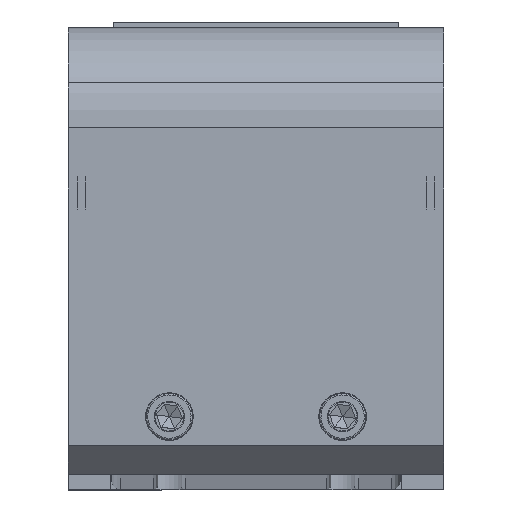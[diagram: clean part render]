
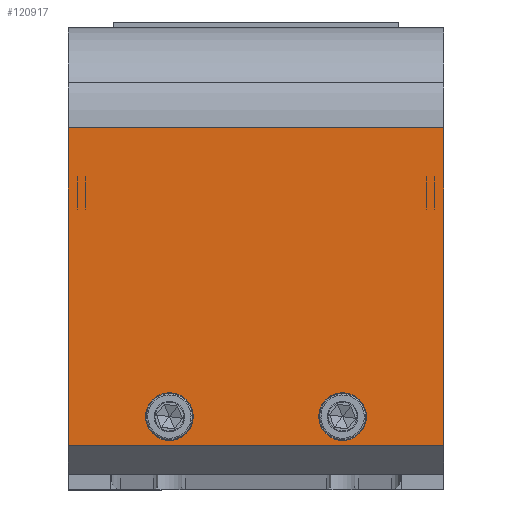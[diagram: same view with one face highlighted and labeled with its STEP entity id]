
A CAD part, top view. The second image highlights one B-rep face of the part: STEP entity #120917.
In plain terms, the highlighted planar face has unit normal (0, 0, 1).
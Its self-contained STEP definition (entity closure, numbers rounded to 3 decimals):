
#6028 = ORIENTED_EDGE ( 'NONE', *, *, #172943, .F. ) ;
#13690 = EDGE_CURVE ( 'NONE', #82701, #259933, #24518, .T. ) ;
#20482 = ORIENTED_EDGE ( 'NONE', *, *, #80012, .F. ) ;
#22659 = DIRECTION ( 'NONE',  ( 1., 0., 0. ) ) ;
#23958 = VERTEX_POINT ( 'NONE', #99449 ) ;
#24518 = CIRCLE ( 'NONE', #220924, 8.25 ) ;
#26987 = CARTESIAN_POINT ( 'NONE',  ( 105.217, 207.762, 762.525 ) ) ;
#35248 = DIRECTION ( 'NONE',  ( 0., -1., 0. ) ) ;
#37320 = FACE_OUTER_BOUND ( 'NONE', #120888, .T. ) ;
#40291 = DIRECTION ( 'NONE',  ( 0., 0., 1. ) ) ;
#41558 = ORIENTED_EDGE ( 'NONE', *, *, #137654, .T. ) ;
#43316 = VERTEX_POINT ( 'NONE', #52799 ) ;
#47611 = CARTESIAN_POINT ( 'NONE',  ( 208.467, 197.762, 762.525 ) ) ;
#52799 = CARTESIAN_POINT ( 'NONE',  ( 208.467, 307.762, 762.525 ) ) ;
#61716 = CARTESIAN_POINT ( 'NONE',  ( 208.467, 307.762, 762.525 ) ) ;
#64837 = VECTOR ( 'NONE', #130165, 1000. ) ;
#69757 = LINE ( 'NONE', #112758, #64837 ) ;
#80012 = EDGE_CURVE ( 'NONE', #43316, #189726, #258406, .T. ) ;
#82701 = VERTEX_POINT ( 'NONE', #90230 ) ;
#83165 = DIRECTION ( 'NONE',  ( -1., 0., 0. ) ) ;
#90230 = CARTESIAN_POINT ( 'NONE',  ( 121.717, 207.762, 762.525 ) ) ;
#99449 = CARTESIAN_POINT ( 'NONE',  ( 78.467, 307.762, 762.525 ) ) ;
#100026 = CIRCLE ( 'NONE', #241558, 8.25 ) ;
#112261 = EDGE_CURVE ( 'NONE', #259933, #82701, #203979, .T. ) ;
#112758 = CARTESIAN_POINT ( 'NONE',  ( 78.467, 197.762, 762.525 ) ) ;
#112826 = VERTEX_POINT ( 'NONE', #245197 ) ;
#118857 = ORIENTED_EDGE ( 'NONE', *, *, #13690, .F. ) ;
#120888 = EDGE_LOOP ( 'NONE', ( #191965, #272086, #20482, #41558 ) ) ;
#120917 = ADVANCED_FACE ( 'NONE', ( #146198, #233318, #37320 ), #124706, .F. ) ;
#121738 = AXIS2_PLACEMENT_3D ( 'NONE', #263462, #220480, #153496 ) ;
#122595 = CARTESIAN_POINT ( 'NONE',  ( 208.467, 197.762, 762.525 ) ) ;
#124706 = PLANE ( 'NONE',  #228055 ) ;
#127190 = VERTEX_POINT ( 'NONE', #266833 ) ;
#129914 = EDGE_CURVE ( 'NONE', #246724, #112826, #188018, .T. ) ;
#130165 = DIRECTION ( 'NONE',  ( 0., -1., 0. ) ) ;
#137654 = EDGE_CURVE ( 'NONE', #43316, #23958, #257811, .T. ) ;
#138935 = EDGE_CURVE ( 'NONE', #23958, #127190, #69757, .T. ) ;
#146198 = FACE_BOUND ( 'NONE', #178260, .T. ) ;
#150678 = VECTOR ( 'NONE', #35248, 1000. ) ;
#153496 = DIRECTION ( 'NONE',  ( 1., 0., 0. ) ) ;
#155728 = DIRECTION ( 'NONE',  ( -1., 0., 0. ) ) ;
#156041 = AXIS2_PLACEMENT_3D ( 'NONE', #202797, #218564, #22659 ) ;
#170511 = DIRECTION ( 'NONE',  ( 0., 0., -1. ) ) ;
#172943 = EDGE_CURVE ( 'NONE', #112826, #246724, #100026, .T. ) ;
#173636 = EDGE_CURVE ( 'NONE', #189726, #127190, #179779, .T. ) ;
#173865 = VECTOR ( 'NONE', #201234, 1000. ) ;
#178260 = EDGE_LOOP ( 'NONE', ( #118857, #241740 ) ) ;
#179779 = LINE ( 'NONE', #265640, #173865 ) ;
#188018 = CIRCLE ( 'NONE', #156041, 8.25 ) ;
#189726 = VERTEX_POINT ( 'NONE', #47611 ) ;
#191965 = ORIENTED_EDGE ( 'NONE', *, *, #138935, .T. ) ;
#201234 = DIRECTION ( 'NONE',  ( -1., 0., 0. ) ) ;
#202240 = DIRECTION ( 'NONE',  ( 0., 0., 1. ) ) ;
#202797 = CARTESIAN_POINT ( 'NONE',  ( 173.467, 207.762, 762.525 ) ) ;
#203979 = CIRCLE ( 'NONE', #121738, 8.25 ) ;
#213776 = CARTESIAN_POINT ( 'NONE',  ( 165.217, 207.762, 762.525 ) ) ;
#216275 = DIRECTION ( 'NONE',  ( 1., 0., 0. ) ) ;
#218564 = DIRECTION ( 'NONE',  ( 0., 0., 1. ) ) ;
#220245 = VECTOR ( 'NONE', #83165, 1000. ) ;
#220480 = DIRECTION ( 'NONE',  ( 0., 0., 1. ) ) ;
#220924 = AXIS2_PLACEMENT_3D ( 'NONE', #272258, #202240, #245124 ) ;
#228055 = AXIS2_PLACEMENT_3D ( 'NONE', #236170, #170511, #155728 ) ;
#233318 = FACE_BOUND ( 'NONE', #256423, .T. ) ;
#236170 = CARTESIAN_POINT ( 'NONE',  ( 208.467, 197.762, 762.525 ) ) ;
#241558 = AXIS2_PLACEMENT_3D ( 'NONE', #260666, #40291, #216275 ) ;
#241740 = ORIENTED_EDGE ( 'NONE', *, *, #112261, .F. ) ;
#242872 = ORIENTED_EDGE ( 'NONE', *, *, #129914, .F. ) ;
#245124 = DIRECTION ( 'NONE',  ( 1., 0., 0. ) ) ;
#245197 = CARTESIAN_POINT ( 'NONE',  ( 181.717, 207.762, 762.525 ) ) ;
#246724 = VERTEX_POINT ( 'NONE', #213776 ) ;
#256423 = EDGE_LOOP ( 'NONE', ( #6028, #242872 ) ) ;
#257811 = LINE ( 'NONE', #61716, #220245 ) ;
#258406 = LINE ( 'NONE', #122595, #150678 ) ;
#259933 = VERTEX_POINT ( 'NONE', #26987 ) ;
#260666 = CARTESIAN_POINT ( 'NONE',  ( 173.467, 207.762, 762.525 ) ) ;
#263462 = CARTESIAN_POINT ( 'NONE',  ( 113.467, 207.762, 762.525 ) ) ;
#265640 = CARTESIAN_POINT ( 'NONE',  ( 208.467, 197.762, 762.525 ) ) ;
#266833 = CARTESIAN_POINT ( 'NONE',  ( 78.467, 197.762, 762.525 ) ) ;
#272086 = ORIENTED_EDGE ( 'NONE', *, *, #173636, .F. ) ;
#272258 = CARTESIAN_POINT ( 'NONE',  ( 113.467, 207.762, 762.525 ) ) ;
